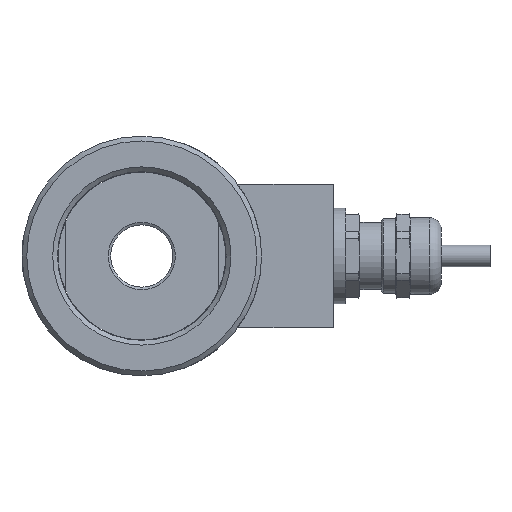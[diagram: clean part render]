
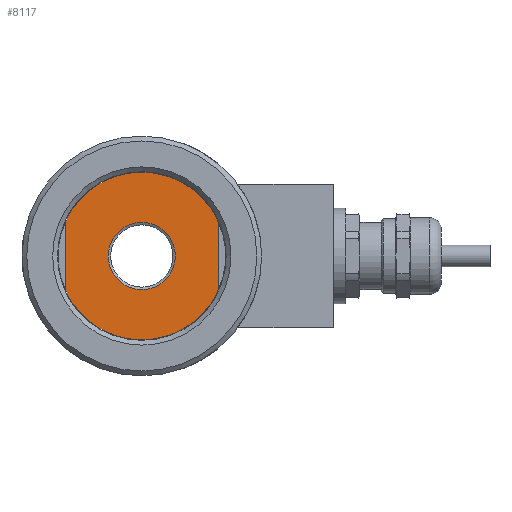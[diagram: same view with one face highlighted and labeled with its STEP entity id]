
A CAD part, front view. The second image highlights one B-rep face of the part: STEP entity #8117.
In plain terms, the highlighted planar face has unit normal (0, -1, 0).
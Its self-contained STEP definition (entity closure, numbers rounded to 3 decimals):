
#15 = EDGE_CURVE ( 'NONE', #4173, #3995, #8676, .T. ) ;
#537 = CARTESIAN_POINT ( 'NONE',  ( 16., 0., 0. ) ) ;
#572 = EDGE_LOOP ( 'NONE', ( #642 ) ) ;
#593 = CIRCLE ( 'NONE', #5932, 7. ) ;
#642 = ORIENTED_EDGE ( 'NONE', *, *, #1517, .F. ) ;
#719 = DIRECTION ( 'NONE',  ( 0., -1., 0. ) ) ;
#734 = CARTESIAN_POINT ( 'NONE',  ( 0., 0., 0. ) ) ;
#802 = DIRECTION ( 'NONE',  ( 0., 0., 1. ) ) ;
#853 = AXIS2_PLACEMENT_3D ( 'NONE', #4765, #6277, #8436 ) ;
#892 = VERTEX_POINT ( 'NONE', #5866 ) ;
#1173 = CARTESIAN_POINT ( 'NONE',  ( 16., 0., -7.089 ) ) ;
#1214 = FACE_OUTER_BOUND ( 'NONE', #8406, .T. ) ;
#1503 = DIRECTION ( 'NONE',  ( 0., -1., 0. ) ) ;
#1517 = EDGE_CURVE ( 'NONE', #6379, #6379, #593, .T. ) ;
#1553 = DIRECTION ( 'NONE',  ( 0., 0., -1. ) ) ;
#2475 = DIRECTION ( 'NONE',  ( 0., -1., 0. ) ) ;
#2514 = CARTESIAN_POINT ( 'NONE',  ( 0., 0., 0. ) ) ;
#2609 = ORIENTED_EDGE ( 'NONE', *, *, #2916, .F. ) ;
#2786 = CARTESIAN_POINT ( 'NONE',  ( 0., 0., 0. ) ) ;
#2851 = ORIENTED_EDGE ( 'NONE', *, *, #15, .T. ) ;
#2916 = EDGE_CURVE ( 'NONE', #892, #3995, #8529, .T. ) ;
#3781 = AXIS2_PLACEMENT_3D ( 'NONE', #2786, #719, #7218 ) ;
#3995 = VERTEX_POINT ( 'NONE', #1173 ) ;
#4173 = VERTEX_POINT ( 'NONE', #6131 ) ;
#4207 = ORIENTED_EDGE ( 'NONE', *, *, #5078, .T. ) ;
#4256 = VERTEX_POINT ( 'NONE', #7813 ) ;
#4396 = CARTESIAN_POINT ( 'NONE',  ( -16., 0., 0. ) ) ;
#4765 = CARTESIAN_POINT ( 'NONE',  ( 17.5, 0., 0. ) ) ;
#4904 = DIRECTION ( 'NONE',  ( 0., 0., -1. ) ) ;
#4922 = ORIENTED_EDGE ( 'NONE', *, *, #9072, .F. ) ;
#5005 = VECTOR ( 'NONE', #802, 1000. ) ;
#5078 = EDGE_CURVE ( 'NONE', #892, #4256, #7322, .T. ) ;
#5473 = FACE_BOUND ( 'NONE', #572, .T. ) ;
#5501 = AXIS2_PLACEMENT_3D ( 'NONE', #734, #1503, #1553 ) ;
#5825 = LINE ( 'NONE', #4396, #5005 ) ;
#5866 = CARTESIAN_POINT ( 'NONE',  ( 16., 0., 7.089 ) ) ;
#5932 = AXIS2_PLACEMENT_3D ( 'NONE', #2514, #2475, #6806 ) ;
#6131 = CARTESIAN_POINT ( 'NONE',  ( -16., 0., -7.089 ) ) ;
#6277 = DIRECTION ( 'NONE',  ( 0., -1., 0. ) ) ;
#6379 = VERTEX_POINT ( 'NONE', #9312 ) ;
#6806 = DIRECTION ( 'NONE',  ( 0., 0., -1. ) ) ;
#7218 = DIRECTION ( 'NONE',  ( 0., 0., -1. ) ) ;
#7322 = CIRCLE ( 'NONE', #5501, 17.5 ) ;
#7813 = CARTESIAN_POINT ( 'NONE',  ( -16., 0., 7.089 ) ) ;
#8117 = ADVANCED_FACE ( 'NONE', ( #1214, #5473 ), #9253, .T. ) ;
#8406 = EDGE_LOOP ( 'NONE', ( #4922, #2851, #2609, #4207 ) ) ;
#8410 = VECTOR ( 'NONE', #4904, 1000. ) ;
#8436 = DIRECTION ( 'NONE',  ( 0., 0., -1. ) ) ;
#8529 = LINE ( 'NONE', #537, #8410 ) ;
#8676 = CIRCLE ( 'NONE', #3781, 17.5 ) ;
#9072 = EDGE_CURVE ( 'NONE', #4173, #4256, #5825, .T. ) ;
#9253 = PLANE ( 'NONE',  #853 ) ;
#9312 = CARTESIAN_POINT ( 'NONE',  ( 0., 0., -7. ) ) ;
